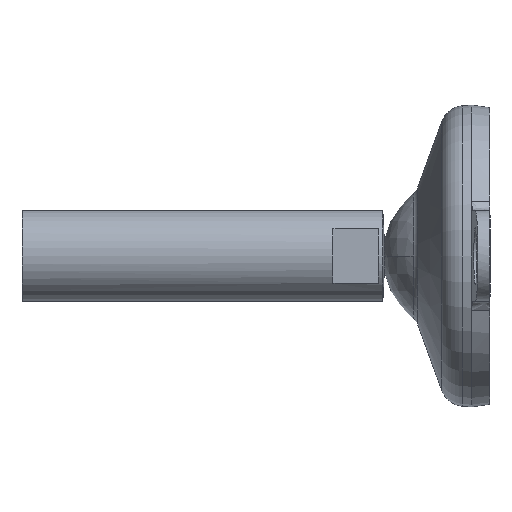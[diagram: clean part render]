
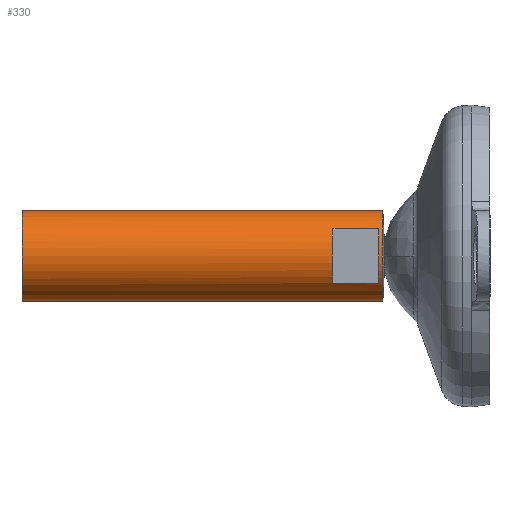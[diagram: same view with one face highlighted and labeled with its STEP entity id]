
A CAD part, left-side view. The second image highlights one B-rep face of the part: STEP entity #330.
In plain terms, the highlighted cylindrical face has radius 15 mm (diameter 30 mm), a partial arc.
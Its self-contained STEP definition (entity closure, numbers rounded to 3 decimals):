
#29 = AXIS2_PLACEMENT_3D ( 'NONE', #1049, #88, #845 ) ;
#30 = VERTEX_POINT ( 'NONE', #1182 ) ;
#88 = DIRECTION ( 'NONE',  ( 0., -1., 0. ) ) ;
#96 = CARTESIAN_POINT ( 'NONE',  ( 0., 0., -15. ) ) ;
#102 = CARTESIAN_POINT ( 'NONE',  ( 0., 155., 15. ) ) ;
#108 = CARTESIAN_POINT ( 'NONE',  ( 0., 35.5, 0. ) ) ;
#174 = ORIENTED_EDGE ( 'NONE', *, *, #435, .T. ) ;
#183 = DIRECTION ( 'NONE',  ( 0., -1., 0. ) ) ;
#200 = AXIS2_PLACEMENT_3D ( 'NONE', #1212, #874, #511 ) ;
#213 = VERTEX_POINT ( 'NONE', #535 ) ;
#291 = DIRECTION ( 'NONE',  ( 0., 1., 0. ) ) ;
#316 = ORIENTED_EDGE ( 'NONE', *, *, #1162, .T. ) ;
#324 = CYLINDRICAL_SURFACE ( 'NONE', #29, 15. ) ;
#330 = ADVANCED_FACE ( 'NONE', ( #443, #366 ), #324, .T. ) ;
#366 = FACE_BOUND ( 'NONE', #1441, .T. ) ;
#372 = VERTEX_POINT ( 'NONE', #1500 ) ;
#387 = ORIENTED_EDGE ( 'NONE', *, *, #408, .T. ) ;
#408 = EDGE_CURVE ( 'NONE', #1070, #372, #1229, .T. ) ;
#423 = DIRECTION ( 'NONE',  ( 0., 0., 1. ) ) ;
#435 = EDGE_CURVE ( 'NONE', #1098, #713, #685, .T. ) ;
#440 = ORIENTED_EDGE ( 'NONE', *, *, #712, .F. ) ;
#443 = FACE_OUTER_BOUND ( 'NONE', #969, .T. ) ;
#495 = AXIS2_PLACEMENT_3D ( 'NONE', #108, #1183, #571 ) ;
#511 = DIRECTION ( 'NONE',  ( 0., 0., -1. ) ) ;
#527 = DIRECTION ( 'NONE',  ( 0., 1., 0. ) ) ;
#529 = EDGE_CURVE ( 'NONE', #372, #30, #1446, .T. ) ;
#535 = CARTESIAN_POINT ( 'NONE',  ( -12., 37., 9. ) ) ;
#538 = CARTESIAN_POINT ( 'NONE',  ( -12., 37., -9. ) ) ;
#556 = DIRECTION ( 'NONE',  ( 0., -1., 0. ) ) ;
#571 = DIRECTION ( 'NONE',  ( 0., 0., -1. ) ) ;
#589 = CARTESIAN_POINT ( 'NONE',  ( 0., 35.5, 15. ) ) ;
#628 = ORIENTED_EDGE ( 'NONE', *, *, #1057, .T. ) ;
#633 = AXIS2_PLACEMENT_3D ( 'NONE', #919, #291, #423 ) ;
#660 = VECTOR ( 'NONE', #1415, 1000. ) ;
#664 = CARTESIAN_POINT ( 'NONE',  ( -12., 0., 9. ) ) ;
#666 = VERTEX_POINT ( 'NONE', #710 ) ;
#685 = CIRCLE ( 'NONE', #200, 15. ) ;
#701 = LINE ( 'NONE', #96, #884 ) ;
#710 = CARTESIAN_POINT ( 'NONE',  ( 0., 35.5, -15. ) ) ;
#712 = EDGE_CURVE ( 'NONE', #1098, #727, #817, .T. ) ;
#713 = VERTEX_POINT ( 'NONE', #1419 ) ;
#727 = VERTEX_POINT ( 'NONE', #589 ) ;
#784 = CARTESIAN_POINT ( 'NONE',  ( 0., 37., 0. ) ) ;
#799 = LINE ( 'NONE', #664, #1185 ) ;
#801 = ORIENTED_EDGE ( 'NONE', *, *, #1122, .F. ) ;
#817 = LINE ( 'NONE', #1294, #660 ) ;
#844 = ORIENTED_EDGE ( 'NONE', *, *, #529, .T. ) ;
#845 = DIRECTION ( 'NONE',  ( 0., 0., -1. ) ) ;
#857 = CIRCLE ( 'NONE', #495, 15. ) ;
#874 = DIRECTION ( 'NONE',  ( 0., -1., 0. ) ) ;
#884 = VECTOR ( 'NONE', #1065, 1000. ) ;
#919 = CARTESIAN_POINT ( 'NONE',  ( 0., 52., 0. ) ) ;
#969 = EDGE_LOOP ( 'NONE', ( #440, #174, #316, #801 ) ) ;
#1024 = EDGE_CURVE ( 'NONE', #30, #213, #799, .T. ) ;
#1049 = CARTESIAN_POINT ( 'NONE',  ( 0., 0., 0. ) ) ;
#1057 = EDGE_CURVE ( 'NONE', #213, #1070, #1283, .T. ) ;
#1065 = DIRECTION ( 'NONE',  ( 0., -1., 0. ) ) ;
#1070 = VERTEX_POINT ( 'NONE', #538 ) ;
#1098 = VERTEX_POINT ( 'NONE', #102 ) ;
#1122 = EDGE_CURVE ( 'NONE', #727, #666, #857, .T. ) ;
#1134 = CARTESIAN_POINT ( 'NONE',  ( -12., 0., -9. ) ) ;
#1162 = EDGE_CURVE ( 'NONE', #713, #666, #701, .T. ) ;
#1165 = VECTOR ( 'NONE', #527, 1000. ) ;
#1182 = CARTESIAN_POINT ( 'NONE',  ( -12., 52., 9. ) ) ;
#1183 = DIRECTION ( 'NONE',  ( 0., -1., 0. ) ) ;
#1185 = VECTOR ( 'NONE', #183, 1000. ) ;
#1212 = CARTESIAN_POINT ( 'NONE',  ( 0., 155., 0. ) ) ;
#1229 = LINE ( 'NONE', #1134, #1165 ) ;
#1232 = AXIS2_PLACEMENT_3D ( 'NONE', #784, #556, #1377 ) ;
#1283 = CIRCLE ( 'NONE', #1232, 15. ) ;
#1294 = CARTESIAN_POINT ( 'NONE',  ( 0., 0., 15. ) ) ;
#1377 = DIRECTION ( 'NONE',  ( 0., 0., -1. ) ) ;
#1415 = DIRECTION ( 'NONE',  ( 0., -1., 0. ) ) ;
#1419 = CARTESIAN_POINT ( 'NONE',  ( 0., 155., -15. ) ) ;
#1441 = EDGE_LOOP ( 'NONE', ( #387, #844, #1538, #628 ) ) ;
#1446 = CIRCLE ( 'NONE', #633, 15. ) ;
#1500 = CARTESIAN_POINT ( 'NONE',  ( -12., 52., -9. ) ) ;
#1538 = ORIENTED_EDGE ( 'NONE', *, *, #1024, .T. ) ;
